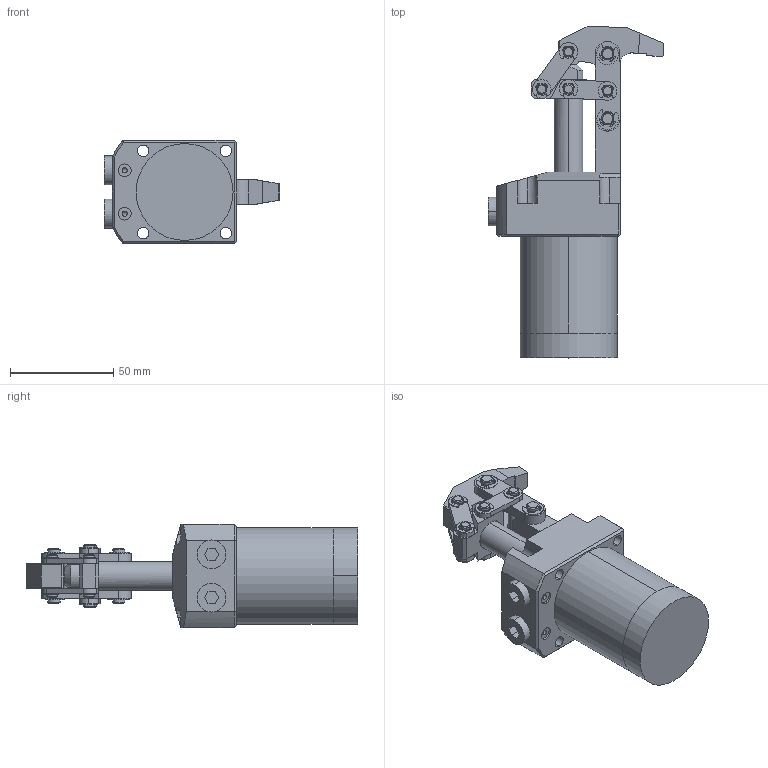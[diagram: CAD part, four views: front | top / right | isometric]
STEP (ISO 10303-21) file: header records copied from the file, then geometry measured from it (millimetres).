
FILE_DESCRIPTION (( 'STEP AP203' ), '1' );
FILE_NAME ('CLF5H-25G油压杠杆缸三维图.STEP', '2019-03-31T06:07:50', ( 'User' ), ( 'china' ), 'SwSTEP 2.0', 'SolidWorks 2018', '' );
FILE_SCHEMA (( 'CONFIG_CONTROL_DESIGN' ));
Length unit declared in the file: millimetre
Products named in the file (15): 蟀裝2; 蟀裝4; 揤旋; 25綴裔; 蟀裝3; 囀鞠褒黑芛郔陔1-8; 蟀裝1; CLF5H-25G油压杠杆缸三维图; 种粣1; 羲諳結种0.5; 种粣2; 掛极; 种粣3; 活塞杆; 羲諳結种0.3
Assembly tree (31 placements, depth 2):
  CLF5H-25G油压杠杆缸三维图
    掛极
    活塞杆
    蟀裝2
    揤旋
    蟀裝3  x2
    蟀裝1  x2
    种粣1  x2
    羲諳結种0.5  x8
    种粣2  x2
    种粣3  x2
    羲諳結种0.3  x4
    蟀裝4  x2
    25綴裔
    囀鞠褒黑芛郔陔1-8  x2
Bounding box: 85.23 x 160.97 x 50 mm (x, y, z)
Volume: 196273 mm3; surface area: 56416 mm2
Topology: 31 solids, 31 shells, 964 faces, 2448 edges, 1584 vertices
Faces by surface type: cylinder 512, plane 282, cone 128, bspline 22, torus 20
Entity records: 24693 total; most frequent: CARTESIAN_POINT 10645, DIRECTION 2561, ORIENTED_EDGE 2502, EDGE_CURVE 1251, AXIS2_PLACEMENT_3D 986, VERTEX_POINT 802, VECTOR 589, LINE 589
